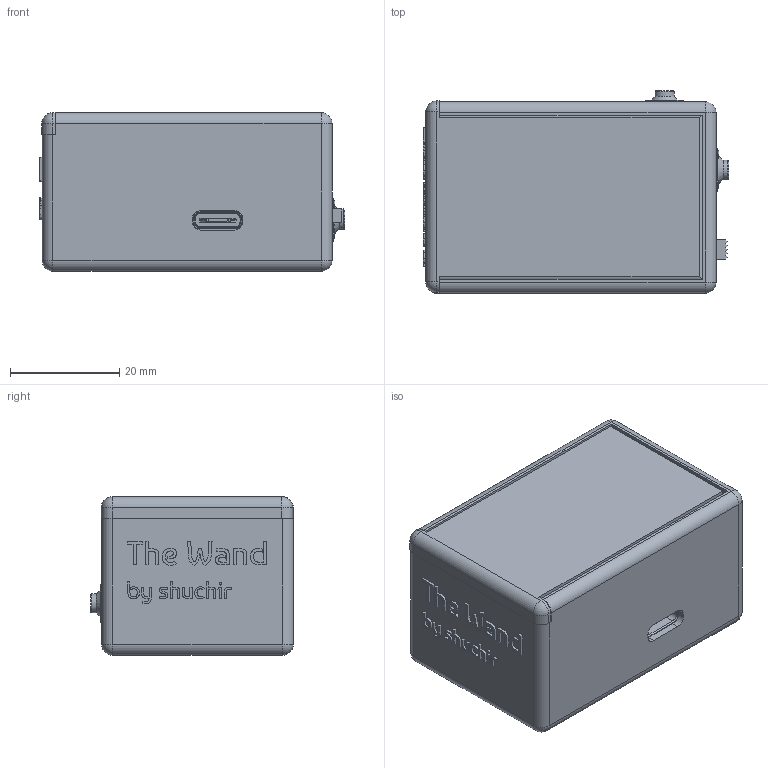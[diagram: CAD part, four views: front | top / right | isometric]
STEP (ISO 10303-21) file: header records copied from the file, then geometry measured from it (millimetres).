
FILE_DESCRIPTION(/* description */ ('STEP AP242','CAx-IF Rec.Pracs.---Representation and Presentation of Product Manufacturing Information (PMI)---4.0---2014-10-13','CAx-IF Rec.Pracs.---3D Tessellated Geometry---0.4---2014-09-14','2;1'),/* implementation_level */ '2;1');
FILE_NAME(/* name */ '686eaeda9293c94e9443a592',/* time_stamp */ '2025-07-09T18:03:08Z',/* author */ (''),/* organization */ (''),/* preprocessor_version */ 'ST-DEVELOPER v20',/* originating_system */ 'ONSHAPE BY PTC INC, 1.200',/* authorisation */ ' ');
FILE_SCHEMA (('AP242_MANAGED_MODEL_BASED_3D_ENGINEERING_MIM_LF { 1 0 10303 442 1 1 4 }'));
Length unit declared in the file: metre
Products named in the file (50): Assembly 1; 8mm soft button v1; BOSS-EXTRUDE7_7_; BOSS-EXTRUDE7_6_; BOSS-EXTRUDE7_5_; Pins_1; BOSS-EXTRUDE14_7_; lid; BOSS-EXTRUDE7_2_; U.FL-R-SMT-1_10_ v1; CHAMFER9; BOSS-EXTRUDE14_5_; BOSS-EXTRUDE14_11_; BOSS-EXTRUDE14_8_; BOSS-EXTRUDE14_9_; screw; battery plate; BOSS-EXTRUDE14_1_; BOSS-EXTRUDE14_2_; case; Body_1; BOSS-EXTRUDE14_10_; BOSS-EXTRUDE14_12_; BOSS-EXTRUDE7_4_; Pins; Same_Sky_SLW-1298856-5A-RA-N-D; BOSS-EXTRUDE7_8_; BOSS-EXTRUDE7_3_; BOSS-EXTRUDE14_4_; BOSS-EXTRUDE7_1_; Seeed Studio XIAO-ESP32-S3 (Sense); BOSS-EXTRUDE14_3_; Part 1; Body; BOSS-EXTRUDE14_6_; CUT-EXTRUDE5; Adafruit_LSM6DSOX_PCB; Shield; BOSS-EXTRUDE7_9_; MIRROR2
Assembly tree (55 placements, depth 2):
  Assembly 1
    8mm soft button v1  x2
    8mm soft button v1  x2
    BOSS-EXTRUDE7_7_
    BOSS-EXTRUDE7_6_
    BOSS-EXTRUDE7_5_
    Pins_1
    BOSS-EXTRUDE14_7_
    8mm soft button v1  x2
    lid
    BOSS-EXTRUDE7_2_
    U.FL-R-SMT-1_10_ v1
    CHAMFER9
    BOSS-EXTRUDE14_5_
    BOSS-EXTRUDE14_11_
    BOSS-EXTRUDE14_8_
    BOSS-EXTRUDE14_9_
    8mm soft button v1  x2
    screw  x2
    battery plate
    BOSS-EXTRUDE14_1_
    8mm soft button v1  x2
    BOSS-EXTRUDE14_2_
    case
    Body_1
    BOSS-EXTRUDE14_10_
    BOSS-EXTRUDE14_12_
    BOSS-EXTRUDE7_4_
    Pins
    Same_Sky_SLW-1298856-5A-RA-N-D
    BOSS-EXTRUDE7_8_
    BOSS-EXTRUDE7_3_
    BOSS-EXTRUDE14_4_
    BOSS-EXTRUDE7_1_
    Seeed Studio XIAO-ESP32-S3 (Sense)
    Pins
    BOSS-EXTRUDE14_3_
    Part 1
    Pins_1
    Pins
    Pins
    Pins_1
    Body
    BOSS-EXTRUDE14_6_
    CUT-EXTRUDE5
    Adafruit_LSM6DSOX_PCB
    Shield
    BOSS-EXTRUDE7_9_
    Pins_1
    MIRROR2
Bounding box: 55.82 x 37.02 x 29 mm (x, y, z)
Volume: 29292.5 mm3; surface area: 26090.6 mm2
Topology: 55 solids, 60 shells, 1755 faces, 4578 edges, 2982 vertices
Faces by surface type: plane 1146, cylinder 425, bspline 110, torus 39, cone 21, sphere 14
Full cylindrical faces by diameter (mm): 0.5 x3, 0.6 x2, 0.75 x13, 0.77 x1, 1 x14, 1.524 x8, 1.72 x1, 1.86 x1, 2 x6, 2.05 x2, 2.5 x2, 3 x6, 3.5 x2, 4.95 x2
Entity records: 53609 total; most frequent: CARTESIAN_POINT 10802, ORIENTED_EDGE 8304, DIRECTION 7834, EDGE_CURVE 4152, LINE 3048, VECTOR 3048, VERTEX_POINT 2757, AXIS2_PLACEMENT_3D 2393
